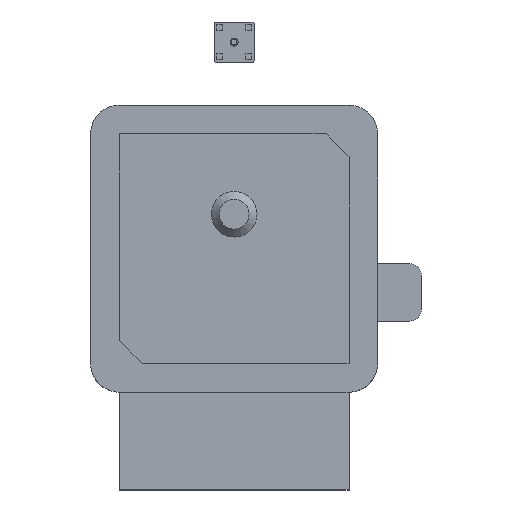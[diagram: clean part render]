
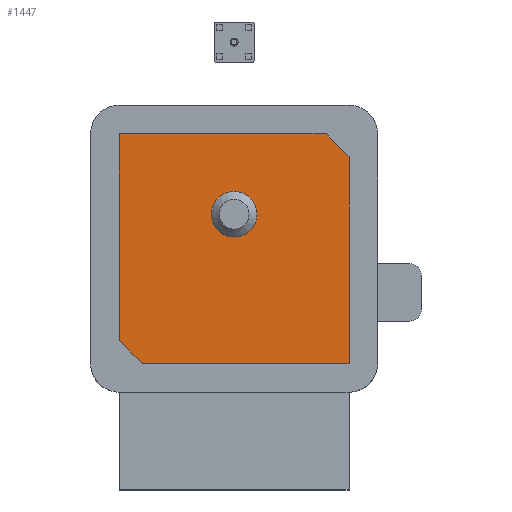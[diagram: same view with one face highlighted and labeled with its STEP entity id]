
A CAD part, top view. The second image highlights one B-rep face of the part: STEP entity #1447.
In plain terms, the highlighted planar face has unit normal (0, 0, 1).
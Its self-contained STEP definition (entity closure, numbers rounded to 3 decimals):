
#45=FACE_BOUND('',#177,.T.);
#87=FACE_OUTER_BOUND('',#176,.T.);
#176=EDGE_LOOP('',(#1118,#1119,#1120,#1121,#1122,#1123));
#177=EDGE_LOOP('',(#1124));
#256=CIRCLE('',#1574,1.99);
#340=LINE('',#2250,#497);
#342=LINE('',#2254,#499);
#344=LINE('',#2258,#501);
#346=LINE('',#2262,#503);
#348=LINE('',#2266,#505);
#350=LINE('',#2269,#507);
#497=VECTOR('',#1819,18.);
#499=VECTOR('',#1823,18.);
#501=VECTOR('',#1827,2.828);
#503=VECTOR('',#1831,18.);
#505=VECTOR('',#1835,18.);
#507=VECTOR('',#1839,2.828);
#651=VERTEX_POINT('',#2247);
#652=VERTEX_POINT('',#2249);
#653=VERTEX_POINT('',#2253);
#654=VERTEX_POINT('',#2257);
#655=VERTEX_POINT('',#2261);
#656=VERTEX_POINT('',#2265);
#657=VERTEX_POINT('',#2271);
#813=EDGE_CURVE('',#652,#651,#340,.T.);
#815=EDGE_CURVE('',#653,#652,#342,.T.);
#817=EDGE_CURVE('',#654,#653,#344,.T.);
#819=EDGE_CURVE('',#655,#654,#346,.T.);
#821=EDGE_CURVE('',#656,#655,#348,.T.);
#823=EDGE_CURVE('',#651,#656,#350,.T.);
#824=EDGE_CURVE('',#657,#657,#256,.T.);
#1118=ORIENTED_EDGE('',*,*,#823,.T.);
#1119=ORIENTED_EDGE('',*,*,#821,.T.);
#1120=ORIENTED_EDGE('',*,*,#819,.T.);
#1121=ORIENTED_EDGE('',*,*,#817,.T.);
#1122=ORIENTED_EDGE('',*,*,#815,.T.);
#1123=ORIENTED_EDGE('',*,*,#813,.T.);
#1124=ORIENTED_EDGE('',*,*,#824,.F.);
#1372=PLANE('',#1573);
#1447=ADVANCED_FACE('',(#87,#45),#1372,.T.);
#1573=AXIS2_PLACEMENT_3D('',#2270,#1840,#1841);
#1574=AXIS2_PLACEMENT_3D('',#2272,#1842,#1843);
#1819=DIRECTION('',(0.,-1.,0.));
#1823=DIRECTION('',(-1.,0.,0.));
#1827=DIRECTION('',(-0.707,0.707,0.));
#1831=DIRECTION('',(0.,1.,0.));
#1835=DIRECTION('',(1.,0.,0.));
#1839=DIRECTION('',(0.707,-0.707,0.));
#1840=DIRECTION('center_axis',(0.,0.,1.));
#1841=DIRECTION('ref_axis',(1.,0.,0.));
#1842=DIRECTION('center_axis',(0.,0.,1.));
#1843=DIRECTION('ref_axis',(0.,1.,0.));
#2247=CARTESIAN_POINT('',(138.501,-113.004,4.5));
#2249=CARTESIAN_POINT('',(138.501,-95.004,4.5));
#2250=CARTESIAN_POINT('',(138.501,-95.004,4.5));
#2253=CARTESIAN_POINT('',(156.501,-95.004,4.5));
#2254=CARTESIAN_POINT('',(156.501,-95.004,4.5));
#2257=CARTESIAN_POINT('',(158.501,-97.004,4.5));
#2258=CARTESIAN_POINT('',(158.501,-97.004,4.5));
#2261=CARTESIAN_POINT('',(158.501,-115.004,4.5));
#2262=CARTESIAN_POINT('',(158.501,-115.004,4.5));
#2265=CARTESIAN_POINT('',(140.501,-115.004,4.5));
#2266=CARTESIAN_POINT('',(140.501,-115.004,4.5));
#2269=CARTESIAN_POINT('',(138.501,-113.004,4.5));
#2270=CARTESIAN_POINT('Origin',(148.501,-105.004,4.5));
#2271=CARTESIAN_POINT('',(148.501,-100.014,4.5));
#2272=CARTESIAN_POINT('Origin',(148.501,-102.004,4.5));
